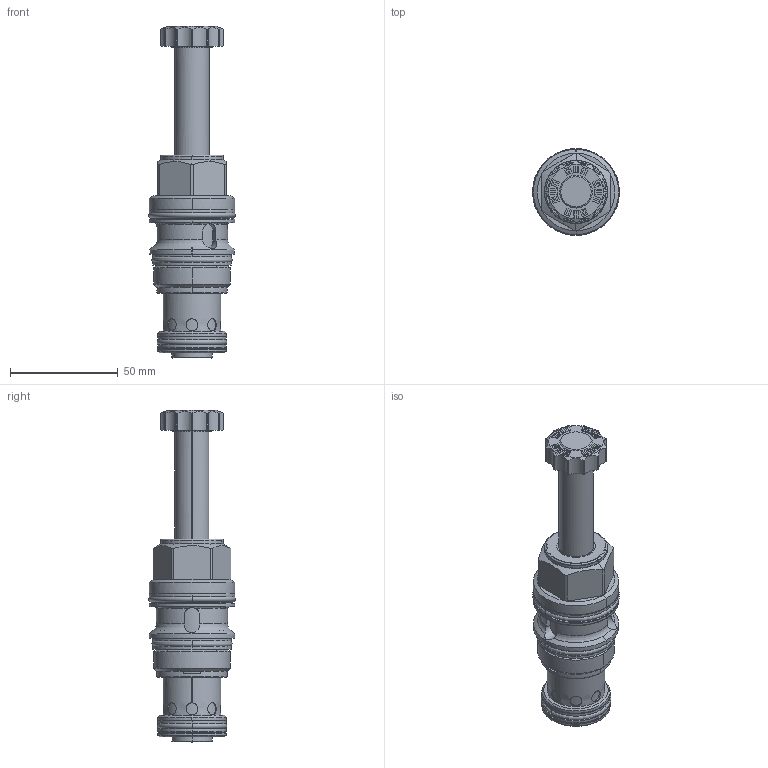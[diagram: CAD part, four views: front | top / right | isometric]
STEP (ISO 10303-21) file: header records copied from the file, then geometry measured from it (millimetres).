
FILE_DESCRIPTION((''),'2;1');
FILE_NAME('FREPXAN_SW_PRT','2020-11-30T',('charlief'),(''),'PRO/ENGINEER BY PARAMETRIC TECHNOLOGY CORPORATION, 2016010','PRO/ENGINEER BY PARAMETRIC TECHNOLOGY CORPORATION, 2016010','');
FILE_SCHEMA(('CONFIG_CONTROL_DESIGN'));
Products named in the file (1): FREPXAN_SW_PRT
Bounding box: 40.36 x 40.36 x 154.32 mm (x, y, z)
Surface area: 32334.5 mm2 (no closed solid volume)
Topology: 0 solids, 0 shells, 458 faces, 2344 edges, 2314 vertices
Faces by surface type: bspline 404, torus 54
Entity records: 68228 total; most frequent: CARTESIAN_POINT 47701, DIRECTION 3239, TRIMMED_CURVE 2744, VECTOR 2357, LINE 2357, DEFINITIONAL_REPRESENTATION 2284, PCURVE 2284, COMPOSITE_CURVE_SEGMENT 2284
